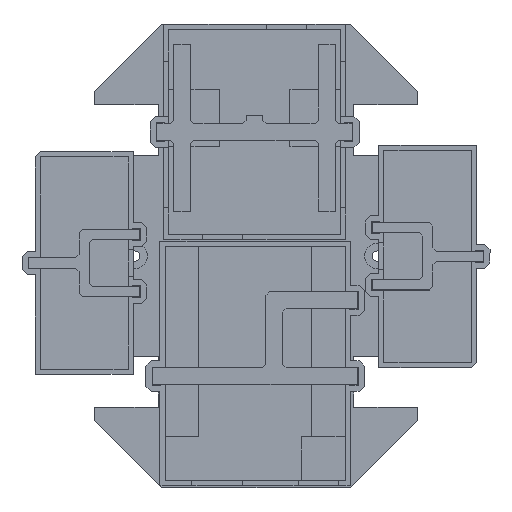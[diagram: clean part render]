
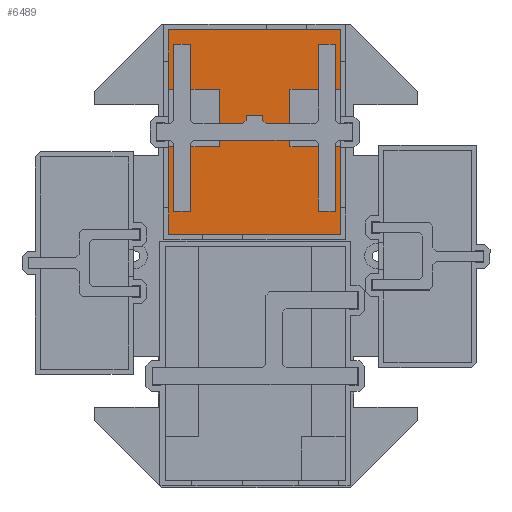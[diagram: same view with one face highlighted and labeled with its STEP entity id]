
A CAD part, top view. The second image highlights one B-rep face of the part: STEP entity #6489.
In plain terms, the highlighted planar face has unit normal (0, 0, 1).
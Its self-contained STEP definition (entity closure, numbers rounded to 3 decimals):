
#139=FACE_OUTER_BOUND('',#471,.T.);
#471=EDGE_LOOP('',(#4380,#4381,#4382,#4383,#4384,#4385,#4386,#4387,#4388,
#4389,#4390,#4391));
#878=LINE('',#9028,#1815);
#882=LINE('',#9037,#1819);
#886=LINE('',#9044,#1823);
#889=LINE('',#9050,#1826);
#890=LINE('',#9052,#1827);
#891=LINE('',#9054,#1828);
#892=LINE('',#9056,#1829);
#893=LINE('',#9058,#1830);
#894=LINE('',#9060,#1831);
#895=LINE('',#9062,#1832);
#896=LINE('',#9064,#1833);
#897=LINE('',#9065,#1834);
#1815=VECTOR('',#7347,10.);
#1819=VECTOR('',#7353,10.);
#1823=VECTOR('',#7359,10.);
#1826=VECTOR('',#7366,10.);
#1827=VECTOR('',#7367,10.);
#1828=VECTOR('',#7368,10.);
#1829=VECTOR('',#7369,10.);
#1830=VECTOR('',#7370,10.);
#1831=VECTOR('',#7371,10.);
#1832=VECTOR('',#7372,10.);
#1833=VECTOR('',#7373,10.);
#1834=VECTOR('',#7374,10.);
#2733=VERTEX_POINT('',#9026);
#2734=VERTEX_POINT('',#9027);
#2737=VERTEX_POINT('',#9035);
#2738=VERTEX_POINT('',#9036);
#2741=VERTEX_POINT('',#9049);
#2742=VERTEX_POINT('',#9051);
#2743=VERTEX_POINT('',#9053);
#2744=VERTEX_POINT('',#9055);
#2745=VERTEX_POINT('',#9057);
#2746=VERTEX_POINT('',#9059);
#2747=VERTEX_POINT('',#9061);
#2748=VERTEX_POINT('',#9063);
#3382=EDGE_CURVE('',#2733,#2734,#878,.T.);
#3386=EDGE_CURVE('',#2737,#2738,#882,.T.);
#3390=EDGE_CURVE('',#2738,#2733,#886,.T.);
#3393=EDGE_CURVE('',#2734,#2741,#889,.T.);
#3394=EDGE_CURVE('',#2741,#2742,#890,.T.);
#3395=EDGE_CURVE('',#2742,#2743,#891,.T.);
#3396=EDGE_CURVE('',#2743,#2744,#892,.T.);
#3397=EDGE_CURVE('',#2744,#2745,#893,.T.);
#3398=EDGE_CURVE('',#2745,#2746,#894,.T.);
#3399=EDGE_CURVE('',#2746,#2747,#895,.T.);
#3400=EDGE_CURVE('',#2747,#2748,#896,.T.);
#3401=EDGE_CURVE('',#2748,#2737,#897,.T.);
#4380=ORIENTED_EDGE('',*,*,#3386,.T.);
#4381=ORIENTED_EDGE('',*,*,#3390,.T.);
#4382=ORIENTED_EDGE('',*,*,#3382,.T.);
#4383=ORIENTED_EDGE('',*,*,#3393,.T.);
#4384=ORIENTED_EDGE('',*,*,#3394,.T.);
#4385=ORIENTED_EDGE('',*,*,#3395,.T.);
#4386=ORIENTED_EDGE('',*,*,#3396,.T.);
#4387=ORIENTED_EDGE('',*,*,#3397,.T.);
#4388=ORIENTED_EDGE('',*,*,#3398,.T.);
#4389=ORIENTED_EDGE('',*,*,#3399,.T.);
#4390=ORIENTED_EDGE('',*,*,#3400,.T.);
#4391=ORIENTED_EDGE('',*,*,#3401,.T.);
#6164=PLANE('',#6895);
#6489=ADVANCED_FACE('',(#139),#6164,.T.);
#6895=AXIS2_PLACEMENT_3D('',#9048,#7364,#7365);
#7347=DIRECTION('',(0.,1.,0.));
#7353=DIRECTION('',(0.,-1.,0.));
#7359=DIRECTION('',(-1.,0.,0.));
#7364=DIRECTION('center_axis',(0.,0.,1.));
#7365=DIRECTION('ref_axis',(-1.,0.,0.));
#7366=DIRECTION('',(-1.,0.,0.));
#7367=DIRECTION('',(0.,-1.,0.));
#7368=DIRECTION('',(1.,0.,0.));
#7369=DIRECTION('',(0.,1.,0.));
#7370=DIRECTION('',(1.,0.,0.));
#7371=DIRECTION('',(0.,-1.,0.));
#7372=DIRECTION('',(1.,0.,0.));
#7373=DIRECTION('',(0.,1.,0.));
#7374=DIRECTION('',(-1.,0.,0.));
#9026=CARTESIAN_POINT('',(86.2,-13.027,1.5));
#9027=CARTESIAN_POINT('',(86.2,1.973,1.5));
#9028=CARTESIAN_POINT('',(86.2,-10.777,1.5));
#9035=CARTESIAN_POINT('',(103.2,1.973,1.5));
#9036=CARTESIAN_POINT('',(103.2,-13.027,1.5));
#9037=CARTESIAN_POINT('',(103.2,-18.277,1.5));
#9044=CARTESIAN_POINT('',(88.35,-13.027,1.5));
#9048=CARTESIAN_POINT('Origin',(90.5,-23.527,1.5));
#9049=CARTESIAN_POINT('',(60.,1.973,1.5));
#9050=CARTESIAN_POINT('',(60.,1.973,1.5));
#9051=CARTESIAN_POINT('',(60.,-49.027,1.5));
#9052=CARTESIAN_POINT('',(60.,-49.027,1.5));
#9053=CARTESIAN_POINT('',(86.2,-49.027,1.5));
#9054=CARTESIAN_POINT('',(121.,-49.027,1.5));
#9055=CARTESIAN_POINT('',(86.2,-34.027,1.5));
#9056=CARTESIAN_POINT('',(86.2,-28.777,1.5));
#9057=CARTESIAN_POINT('',(103.2,-34.027,1.5));
#9058=CARTESIAN_POINT('',(96.85,-34.027,1.5));
#9059=CARTESIAN_POINT('',(103.2,-49.027,1.5));
#9060=CARTESIAN_POINT('',(103.2,-36.277,1.5));
#9061=CARTESIAN_POINT('',(121.,-49.027,1.5));
#9062=CARTESIAN_POINT('',(121.,-49.027,1.5));
#9063=CARTESIAN_POINT('',(121.,1.973,1.5));
#9064=CARTESIAN_POINT('',(121.,1.973,1.5));
#9065=CARTESIAN_POINT('',(60.,1.973,1.5));
